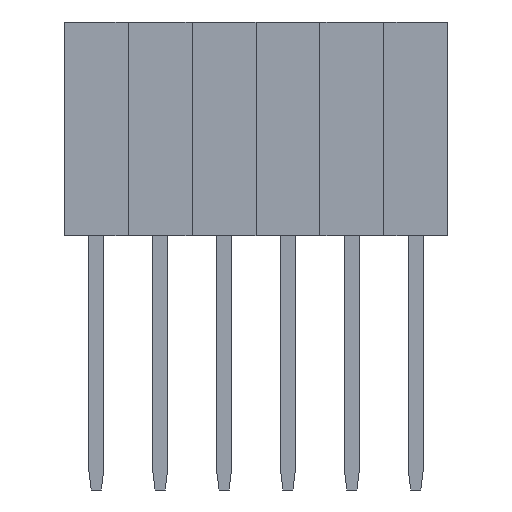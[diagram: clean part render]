
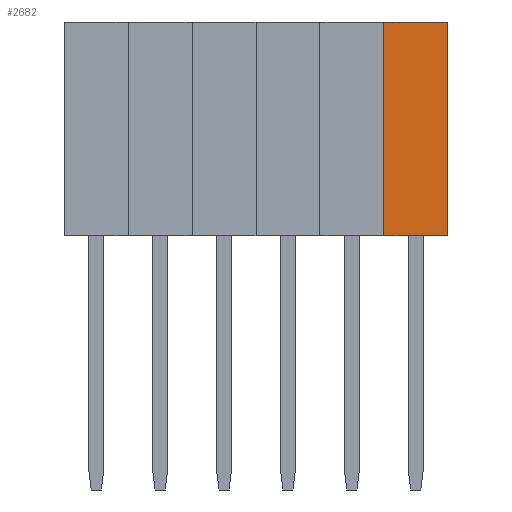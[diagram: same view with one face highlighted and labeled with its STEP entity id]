
A CAD part, left-side view. The second image highlights one B-rep face of the part: STEP entity #2682.
In plain terms, the highlighted planar face has unit normal (-1, 0, 0).
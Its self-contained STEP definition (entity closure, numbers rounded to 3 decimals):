
#54=FACE_OUTER_BOUND('',#212,.T.);
#212=EDGE_LOOP('',(#1819,#1820,#1821,#1822));
#386=LINE('',#3743,#758);
#408=LINE('',#3787,#780);
#414=LINE('',#3800,#786);
#415=LINE('',#3801,#787);
#758=VECTOR('',#3045,10.);
#780=VECTOR('',#3083,10.);
#786=VECTOR('',#3099,10.);
#787=VECTOR('',#3100,10.);
#1121=VERTEX_POINT('',#3740);
#1122=VERTEX_POINT('',#3742);
#1136=VERTEX_POINT('',#3785);
#1138=VERTEX_POINT('',#3799);
#1370=EDGE_CURVE('',#1122,#1121,#386,.T.);
#1392=EDGE_CURVE('',#1136,#1121,#408,.T.);
#1398=EDGE_CURVE('',#1122,#1138,#414,.T.);
#1399=EDGE_CURVE('',#1138,#1136,#415,.T.);
#1819=ORIENTED_EDGE('',*,*,#1398,.F.);
#1820=ORIENTED_EDGE('',*,*,#1370,.T.);
#1821=ORIENTED_EDGE('',*,*,#1392,.F.);
#1822=ORIENTED_EDGE('',*,*,#1399,.F.);
#2478=PLANE('',#2857);
#2682=ADVANCED_FACE('',(#54),#2478,.T.);
#2857=AXIS2_PLACEMENT_3D('',#3798,#3097,#3098);
#3045=DIRECTION('',(0.,0.,1.));
#3083=DIRECTION('',(0.,-1.,0.));
#3097=DIRECTION('center_axis',(-1.,0.,0.));
#3098=DIRECTION('ref_axis',(0.,-1.,0.));
#3099=DIRECTION('',(0.,1.,0.));
#3100=DIRECTION('',(0.,0.,1.));
#3740=CARTESIAN_POINT('',(-1.27,-1.27,8.5));
#3742=CARTESIAN_POINT('',(-1.27,-1.27,0.));
#3743=CARTESIAN_POINT('',(-1.27,-1.27,0.));
#3785=CARTESIAN_POINT('',(-1.27,1.27,8.5));
#3787=CARTESIAN_POINT('',(-1.27,-1.27,8.5));
#3798=CARTESIAN_POINT('Origin',(-1.27,1.27,0.));
#3799=CARTESIAN_POINT('',(-1.27,1.27,0.));
#3800=CARTESIAN_POINT('',(-1.27,-1.27,0.));
#3801=CARTESIAN_POINT('',(-1.27,1.27,0.));
